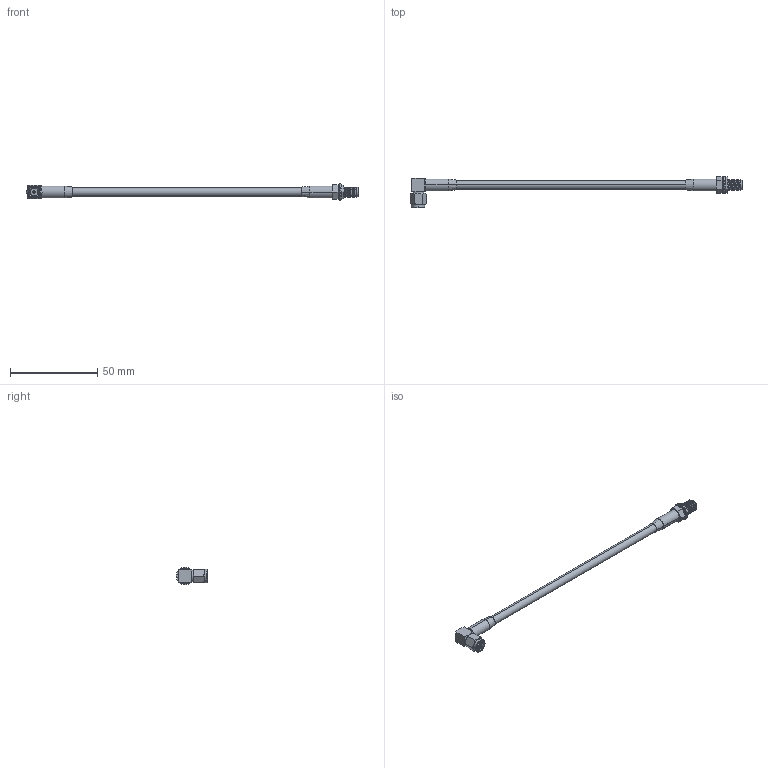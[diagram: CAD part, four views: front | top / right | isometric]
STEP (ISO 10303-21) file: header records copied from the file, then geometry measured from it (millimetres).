
FILE_DESCRIPTION (( 'STEP AP214' ), '1' );
FILE_NAME ('EC503-8.STEP', '2017-10-13T19:06:15', ( '' ), ( '' ), 'SwSTEP 2.0', 'SolidWorks 2014', '' );
FILE_SCHEMA (( 'AUTOMOTIVE_DESIGN' ));
Length unit declared in the file: inch
Products named in the file (15): SP13849-MA1; ASF-3700; ASF-3700-MA5_with contours; ASF-3700-MA4; ASF-3700-MA7; ASF-3700-MA3; ASF-3700-MA1; 1AB01-039; ASM-1710-MA5; ASM-1710-MA4; ASM-1710-MA3; ASM-1710-MA2; ASM-1710-MA1; XCA-195RW-INCH; EC503-8
Assembly tree (15 placements, depth 3):
  EC503-8
    XCA-195RW-INCH
    1AB01-039
      ASM-1710-MA1
      ASM-1710-MA2
      ASM-1710-MA3
      ASM-1710-MA4
      ASM-1710-MA5
    ASF-3700
      ASF-3700-MA1
      ASF-3700-MA3
      ASF-3700-MA7
      ASF-3700-MA4
      ASF-3700-MA5_with contours
    SP13849-MA1  x2
Bounding box: 190.18 x 18.18 x 10.16 mm (x, y, z)
Volume: 4558.9 mm3; surface area: 7242 mm2
Topology: 13 solids, 13 shells, 481 faces, 1170 edges, 724 vertices
Faces by surface type: plane 199, cone 154, cylinder 124, torus 4
Entity records: 14999 total; most frequent: CARTESIAN_POINT 3222, DIRECTION 2361, ORIENTED_EDGE 2296, EDGE_CURVE 1148, AXIS2_PLACEMENT_3D 866, VERTEX_POINT 712, LINE 629, VECTOR 629
